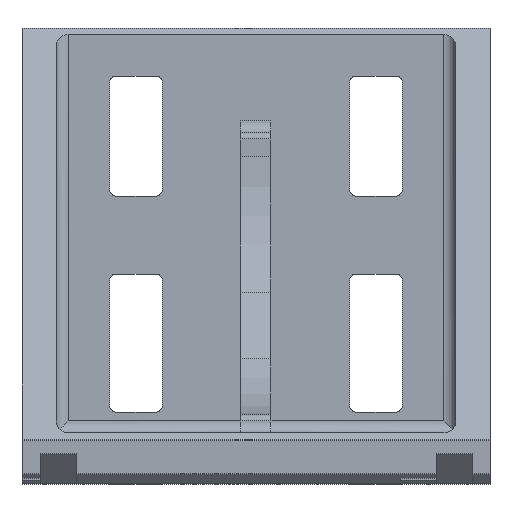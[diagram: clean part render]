
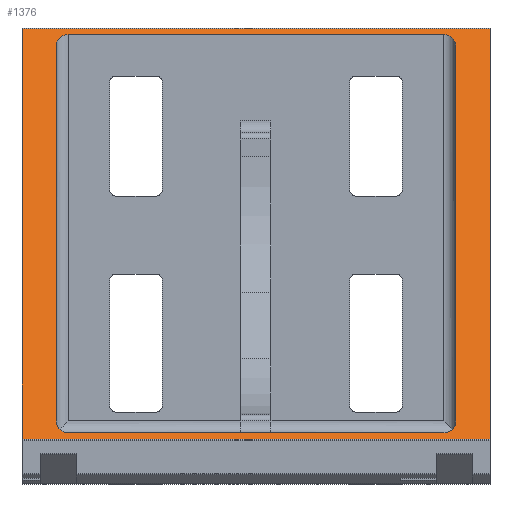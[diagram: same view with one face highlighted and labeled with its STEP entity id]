
A CAD part, front view. The second image highlights one B-rep face of the part: STEP entity #1376.
In plain terms, the highlighted planar face has unit normal (0, -0.707, 0.707).
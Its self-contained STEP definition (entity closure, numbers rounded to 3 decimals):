
#1376=ADVANCED_FACE('',(#2789,#2790),#2791,.T.);
#2789=FACE_BOUND('',#4197,.T.);
#2790=FACE_OUTER_BOUND('',#4198,.T.);
#2791=PLANE('',#4199);
#4197=EDGE_LOOP('',(#8533,#8534,#8535,#8536,#8537,#8538,#8539,#8540));
#4198=EDGE_LOOP('',(#8541,#8542,#8543,#8544));
#4199=AXIS2_PLACEMENT_3D('',#8545,#8546,#8547);
#8533=ORIENTED_EDGE('',*,*,#10291,.F.);
#8534=ORIENTED_EDGE('',*,*,#10267,.T.);
#8535=ORIENTED_EDGE('',*,*,#10298,.F.);
#8536=ORIENTED_EDGE('',*,*,#10303,.T.);
#8537=ORIENTED_EDGE('',*,*,#10305,.F.);
#8538=ORIENTED_EDGE('',*,*,#10058,.T.);
#8539=ORIENTED_EDGE('',*,*,#10295,.F.);
#8540=ORIENTED_EDGE('',*,*,#10307,.T.);
#8541=ORIENTED_EDGE('',*,*,#10282,.F.);
#8542=ORIENTED_EDGE('',*,*,#8843,.T.);
#8543=ORIENTED_EDGE('',*,*,#10280,.T.);
#8544=ORIENTED_EDGE('',*,*,#9937,.F.);
#8545=CARTESIAN_POINT('',(39.0,-41.7,41.7));
#8546=DIRECTION('',(0.0,-0.707,0.707));
#8547=DIRECTION('',(0.0,0.707,0.707));
#8843=EDGE_CURVE('',#10793,#10791,#10794,.T.);
#9937=EDGE_CURVE('',#12394,#12396,#12397,.T.);
#10058=EDGE_CURVE('',#12562,#12560,#12563,.T.);
#10267=EDGE_CURVE('',#12841,#12839,#12842,.T.);
#10280=EDGE_CURVE('',#10791,#12396,#12858,.T.);
#10282=EDGE_CURVE('',#10793,#12394,#12860,.T.);
#10291=EDGE_CURVE('',#12841,#12869,#12870,.T.);
#10295=EDGE_CURVE('',#12875,#12560,#12876,.T.);
#10298=EDGE_CURVE('',#12879,#12839,#12880,.T.);
#10303=EDGE_CURVE('',#12879,#12885,#12887,.T.);
#10305=EDGE_CURVE('',#12562,#12885,#12889,.T.);
#10307=EDGE_CURVE('',#12875,#12869,#12891,.T.);
#10791=VERTEX_POINT('',#13531);
#10793=VERTEX_POINT('',#13533);
#10794=LINE('',#13534,#13535);
#12394=VERTEX_POINT('',#15683);
#12396=VERTEX_POINT('',#15685);
#12397=LINE('',#15686,#15687);
#12560=VERTEX_POINT('',#15905);
#12562=VERTEX_POINT('',#15908);
#12563=LINE('',#15909,#15910);
#12839=VERTEX_POINT('',#16287);
#12841=VERTEX_POINT('',#16290);
#12842=LINE('',#16291,#16292);
#12858=LINE('',#16312,#16313);
#12860=LINE('',#16315,#16316);
#12869=VERTEX_POINT('',#16329);
#12870=ELLIPSE('',#16330,2.828,2.0);
#12875=VERTEX_POINT('',#16336);
#12876=ELLIPSE('',#16337,2.828,2.0);
#12879=VERTEX_POINT('',#16341);
#12880=ELLIPSE('',#16342,2.828,2.0);
#12885=VERTEX_POINT('',#16348);
#12887=LINE('',#16351,#16352);
#12889=ELLIPSE('',#16354,2.828,2.0);
#12891=LINE('',#16356,#16357);
#13531=CARTESIAN_POINT('',(-39.0,-75.912,7.488));
#13533=CARTESIAN_POINT('',(-39.0,-7.488,75.912));
#13534=CARTESIAN_POINT('',(-39.0,-7.4,76.0));
#13535=VECTOR('',#16770,1.0);
#15683=CARTESIAN_POINT('',(39.0,-7.488,75.912));
#15685=CARTESIAN_POINT('',(39.0,-75.912,7.488));
#15686=CARTESIAN_POINT('',(39.0,-7.4,76.0));
#15687=VECTOR('',#18051,1.0);
#15905=CARTESIAN_POINT('',(-31.3,-74.9,8.5));
#15908=CARTESIAN_POINT('',(31.3,-74.9,8.5));
#15909=CARTESIAN_POINT('',(19.5,-74.9,8.5));
#15910=VECTOR('',#18174,1.0);
#16287=CARTESIAN_POINT('',(31.3,-8.5,74.9));
#16290=CARTESIAN_POINT('',(-31.3,-8.5,74.9));
#16291=CARTESIAN_POINT('',(19.5,-8.5,74.9));
#16292=VECTOR('',#18385,1.0);
#16312=CARTESIAN_POINT('',(0.0,-75.912,7.488));
#16313=VECTOR('',#18402,1.0);
#16315=CARTESIAN_POINT('',(0.0,-7.488,75.912));
#16316=VECTOR('',#18403,1.0);
#16329=CARTESIAN_POINT('',(-33.3,-10.5,72.9));
#16330=AXIS2_PLACEMENT_3D('',#18408,#18409,#18410);
#16336=CARTESIAN_POINT('',(-33.3,-72.9,10.5));
#16337=AXIS2_PLACEMENT_3D('',#18415,#18416,#18417);
#16341=CARTESIAN_POINT('',(33.3,-10.5,72.9));
#16342=AXIS2_PLACEMENT_3D('',#18419,#18420,#18421);
#16348=CARTESIAN_POINT('',(33.3,-72.9,10.5));
#16351=CARTESIAN_POINT('',(33.3,-41.7,41.7));
#16352=VECTOR('',#18427,1.0);
#16354=AXIS2_PLACEMENT_3D('',#18428,#18429,#18430);
#16356=CARTESIAN_POINT('',(-33.3,-41.7,41.7));
#16357=VECTOR('',#18431,1.0);
#16770=DIRECTION('',(0.0,-0.707,-0.707));
#18051=DIRECTION('',(0.0,-0.707,-0.707));
#18174=DIRECTION('',(-1.0,0.0,0.0));
#18385=DIRECTION('',(1.0,0.0,0.0));
#18402=DIRECTION('',(1.0,-0.0,0.0));
#18403=DIRECTION('',(1.0,-0.0,0.0));
#18408=CARTESIAN_POINT('',(-31.3,-10.5,72.9));
#18409=DIRECTION('',(0.0,-0.707,0.707));
#18410=DIRECTION('',(0.,0.707,0.707));
#18415=CARTESIAN_POINT('',(-31.3,-72.9,10.5));
#18416=DIRECTION('',(0.0,-0.707,0.707));
#18417=DIRECTION('',(0.,-0.707,-0.707));
#18419=CARTESIAN_POINT('',(31.3,-10.5,72.9));
#18420=DIRECTION('',(0.0,-0.707,0.707));
#18421=DIRECTION('',(0.,0.707,0.707));
#18427=DIRECTION('',(-0.0,-0.707,-0.707));
#18428=CARTESIAN_POINT('',(31.3,-72.9,10.5));
#18429=DIRECTION('',(0.0,-0.707,0.707));
#18430=DIRECTION('',(0.,-0.707,-0.707));
#18431=DIRECTION('',(-0.0,0.707,0.707));
